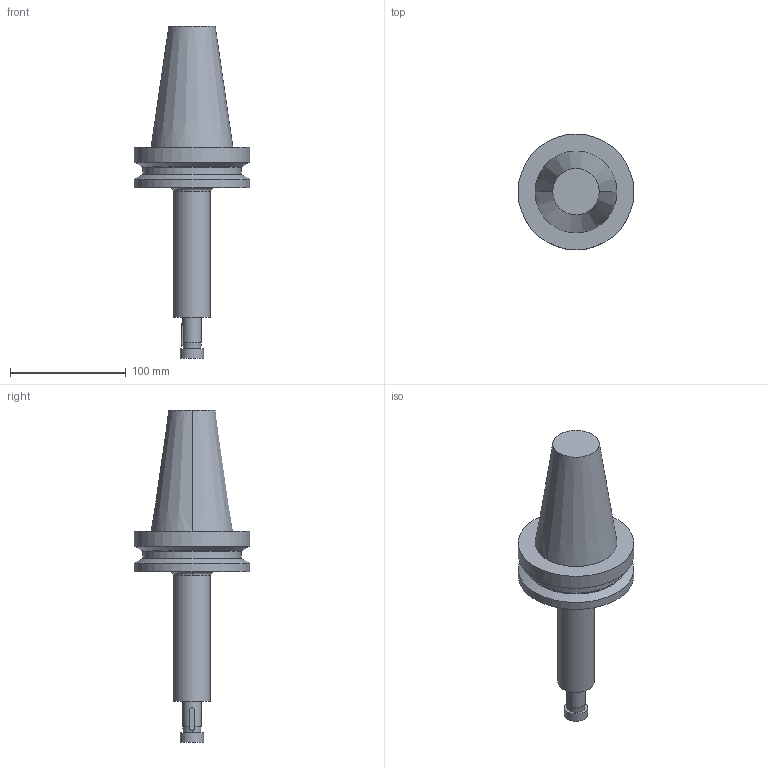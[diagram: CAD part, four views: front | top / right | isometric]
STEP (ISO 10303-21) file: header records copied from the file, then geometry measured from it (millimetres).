
FILE_DESCRIPTION(/* description */ (''),/* implementation_level */ '2;1');
FILE_NAME(/* name */ 'BT.50ADB-FMH2.16.160.stp',/* time_stamp */ '2024-08-10T15:19:04+02:00',/* author */ (''),/* organization */ (''),/* preprocessor_version */ 'ST-DEVELOPER v16.7',/* originating_system */ 'SIEMENS PLM Software NX 12.0',/* authorisation */ '');
FILE_SCHEMA (('AUTOMOTIVE_DESIGN { 1 0 10303 214 3 1 1 1 }'));
Length unit declared in the file: millimetre
Products named in the file (1): pf669230DC3505qo
Bounding box: 100 x 100 x 286.8 mm (x, y, z)
Volume: 609031.2 mm3; surface area: 57834.3 mm2
Topology: 1 solids, 1 shells, 33 faces, 81 edges, 56 vertices
Faces by surface type: plane 15, cylinder 8, cone 6, torus 4
Full cylindrical faces by diameter (mm): 16 x1, 20 x1, 32 x1, 85 x1, 100 x2
Entity records: 1128 total; most frequent: CARTESIAN_POINT 241, DIRECTION 192, ORIENTED_EDGE 156, AXIS2_PLACEMENT_3D 82, EDGE_CURVE 78, VERTEX_POINT 60, EDGE_LOOP 46, CIRCLE 45
